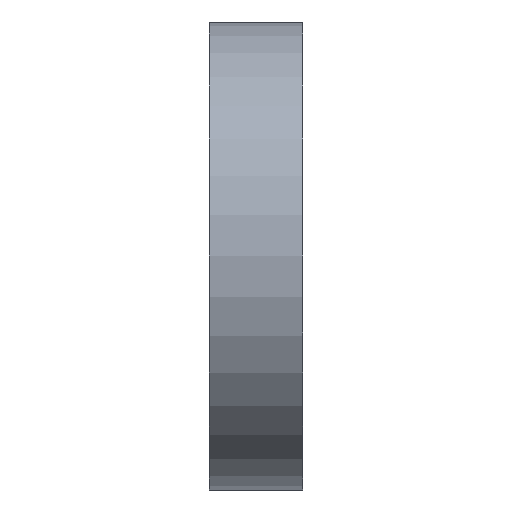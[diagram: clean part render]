
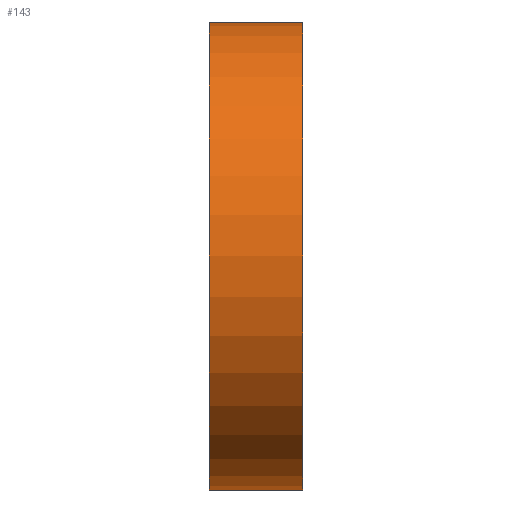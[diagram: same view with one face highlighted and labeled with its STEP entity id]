
A CAD part, front view. The second image highlights one B-rep face of the part: STEP entity #143.
In plain terms, the highlighted cylindrical face has radius 10 mm (diameter 20 mm), a partial arc.
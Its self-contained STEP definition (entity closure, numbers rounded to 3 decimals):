
#143=ADVANCED_FACE('',(#282),#284,.T.);
#282=FACE_BOUND('',#283,.T.);
#283=EDGE_LOOP('',(#343,#344,#345,#346));
#284=CYLINDRICAL_SURFACE('',#285,10.);
#285=AXIS2_PLACEMENT_3D('',#286,#287,#288);
#286=CARTESIAN_POINT('',(0.,-67.204,0.));
#287=DIRECTION('',(1.,0.,0.));
#288=DIRECTION('',(0.,0.,1.));
#343=ORIENTED_EDGE('',*,*,#356,.T.);
#344=ORIENTED_EDGE('',*,*,#378,.T.);
#345=ORIENTED_EDGE('',*,*,#368,.F.);
#346=ORIENTED_EDGE('',*,*,#379,.F.);
#356=EDGE_CURVE('',#384,#381,#385,.T.);
#368=EDGE_CURVE('',#406,#408,#409,.T.);
#378=EDGE_CURVE('',#381,#408,#426,.T.);
#379=EDGE_CURVE('',#384,#406,#427,.T.);
#381=VERTEX_POINT('',#429);
#384=VERTEX_POINT('',#434);
#385=CIRCLE('',#435,10.);
#406=VERTEX_POINT('',#488);
#408=VERTEX_POINT('',#492);
#409=CIRCLE('',#493,10.);
#426=LINE('',#538,#539);
#427=LINE('',#541,#542);
#429=CARTESIAN_POINT('',(0.,-67.204,-10.));
#434=CARTESIAN_POINT('',(0.,-67.204,10.));
#435=AXIS2_PLACEMENT_3D('',#436,#437,#438);
#436=CARTESIAN_POINT('',(0.,-67.204,0.));
#437=DIRECTION('',(1.,0.,0.));
#438=DIRECTION('',(0.,0.,1.));
#488=CARTESIAN_POINT('',(4.,-67.204,10.));
#492=CARTESIAN_POINT('',(4.,-67.204,-10.));
#493=AXIS2_PLACEMENT_3D('',#494,#495,#496);
#494=CARTESIAN_POINT('',(4.,-67.204,0.));
#495=DIRECTION('',(1.,0.,0.));
#496=DIRECTION('',(0.,0.,1.));
#538=CARTESIAN_POINT('',(0.,-67.204,-10.));
#539=VECTOR('',#540,1.);
#540=DIRECTION('',(1.,0.,0.));
#541=CARTESIAN_POINT('',(0.,-67.204,10.));
#542=VECTOR('',#543,1.);
#543=DIRECTION('',(1.,0.,0.));
